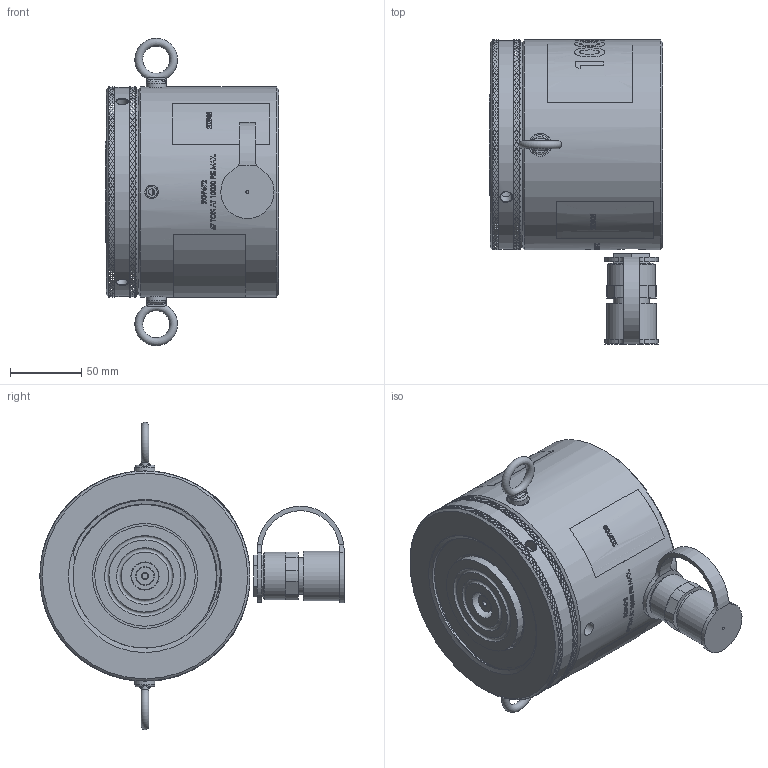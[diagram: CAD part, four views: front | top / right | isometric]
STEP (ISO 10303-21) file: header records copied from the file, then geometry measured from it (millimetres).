
FILE_DESCRIPTION (( 'STEP AP214' ), '1' );
FILE_NAME ('DER21014947 RGP672.STEP', '2021-02-02T22:55:47', ( '' ), ( '' ), 'SwSTEP 2.0', 'SolidWorks 2018', '' );
FILE_SCHEMA (( 'AUTOMOTIVE_DESIGN' ));
Length unit declared in the file: inch
Products named in the file (1): DER21014947 RGP672
Bounding box: 121.46 x 213.28 x 215.57 mm (x, y, z)
Surface area: 172930.3 mm2 (no closed solid volume)
Topology: 0 solids, 267 shells, 3206 faces, 13387 edges, 10212 vertices
Faces by surface type: bspline 2053, cylinder 1025, plane 94, cone 26, torus 8
Full cylindrical faces by diameter (mm): 2.159 x1, 8.128 x3, 9.525 x1, 14 x2, 16.002 x2, 19.736 x1, 25.4 x1, 33.147 x1, 34.544 x1, 70.49 x1, 73.66 x1, 146.609 x1, 147.32 x1
Entity records: 227385 total; most frequent: CARTESIAN_POINT 120998, ORIENTED_EDGE 17722, EDGE_CURVE 13334, VERTEX_POINT 10201, DIRECTION 4717, B_SPLINE_CURVE_WITH_KNOTS 3592, EDGE_LOOP 3323, FACE_OUTER_BOUND 3226
